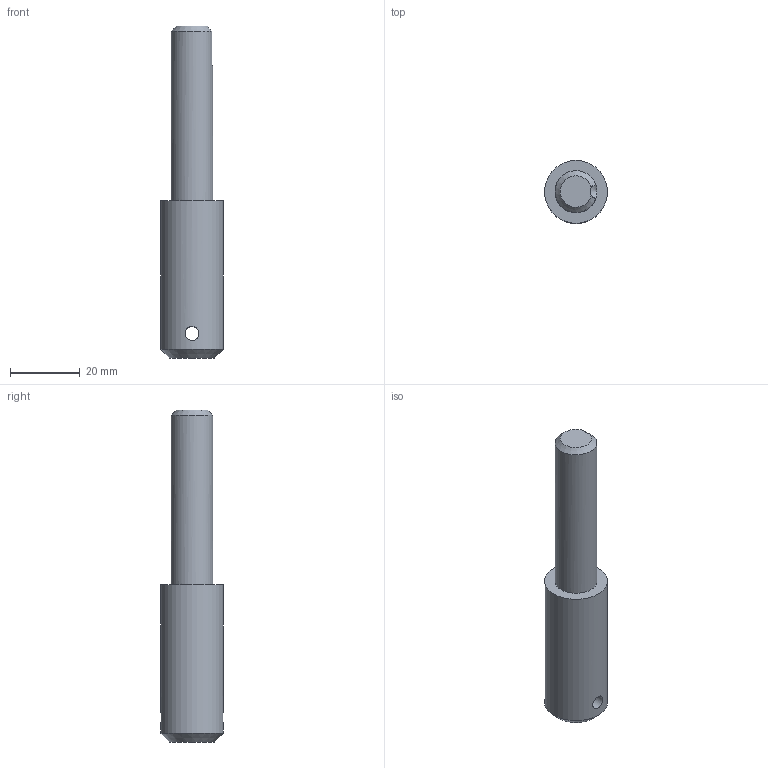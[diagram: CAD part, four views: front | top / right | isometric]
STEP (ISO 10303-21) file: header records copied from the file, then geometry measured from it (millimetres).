
FILE_DESCRIPTION(('STEP AP203'), '1');
FILE_NAME('08.10 Øïèëüêà', '', ('UNSPECIFIED'), ('UNSPECIFIED'), 'ASCON STEP Converter 1.6', 'ASCON Math Kernel', '');
FILE_SCHEMA(('CONFIG_CONTROL_DESIGN'));
Length unit declared in the file: millimetre
Products named in the file (1): 08.1023
Bounding box: 18 x 18 x 95 mm (x, y, z)
Volume: 16620.1 mm3; surface area: 5027.3 mm2
Topology: 1 solids, 1 shells, 11 faces, 23 edges, 15 vertices
Faces by surface type: plane 4, cylinder 4, cone 3
Full cylindrical faces by diameter (mm): 4 x1, 12 x1, 18 x1
Entity records: 583 total; most frequent: CARTESIAN_POINT 229, DIRECTION 48, ORIENTED_EDGE 38, AXIS2_PLACEMENT_3D 23, EDGE_CURVE 19, EDGE_LOOP 18, VERTEX_POINT 15, COLOUR_RGB 12
